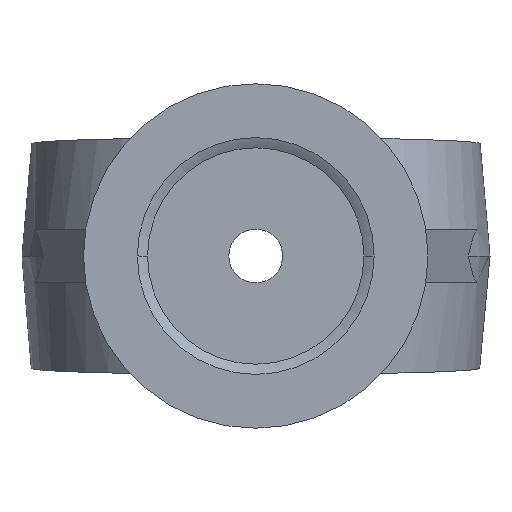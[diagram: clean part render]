
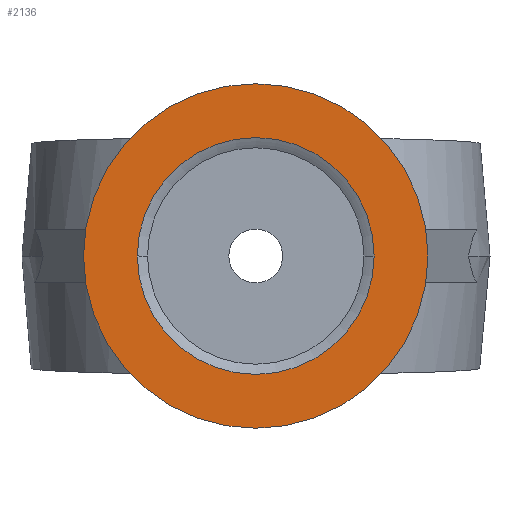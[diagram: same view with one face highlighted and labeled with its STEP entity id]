
A CAD part, front view. The second image highlights one B-rep face of the part: STEP entity #2136.
In plain terms, the highlighted planar face has unit normal (0, -1, 0).
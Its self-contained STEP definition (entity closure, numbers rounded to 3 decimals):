
#41 = EDGE_CURVE ( 'NONE', #2461, #353, #285, .T. ) ;
#285 = CIRCLE ( 'NONE', #2319, 16. ) ;
#345 = EDGE_CURVE ( 'NONE', #485, #1749, #3054, .T. ) ;
#353 = VERTEX_POINT ( 'NONE', #2606 ) ;
#463 = ORIENTED_EDGE ( 'NONE', *, *, #1011, .F. ) ;
#485 = VERTEX_POINT ( 'NONE', #1669 ) ;
#534 = CARTESIAN_POINT ( 'NONE',  ( 0., 0., -16. ) ) ;
#603 = DIRECTION ( 'NONE',  ( 1., 0., 0. ) ) ;
#736 = FACE_OUTER_BOUND ( 'NONE', #1389, .T. ) ;
#740 = AXIS2_PLACEMENT_3D ( 'NONE', #2177, #1695, #1439 ) ;
#847 = ORIENTED_EDGE ( 'NONE', *, *, #41, .T. ) ;
#907 = DIRECTION ( 'NONE',  ( 0., 0., -1. ) ) ;
#917 = DIRECTION ( 'NONE',  ( 0., 0., -1. ) ) ;
#997 = DIRECTION ( 'NONE',  ( 0., -1., 0. ) ) ;
#1011 = EDGE_CURVE ( 'NONE', #1749, #485, #2380, .T. ) ;
#1228 = ORIENTED_EDGE ( 'NONE', *, *, #1316, .T. ) ;
#1304 = FACE_BOUND ( 'NONE', #1843, .T. ) ;
#1316 = EDGE_CURVE ( 'NONE', #353, #2461, #1429, .T. ) ;
#1389 = EDGE_LOOP ( 'NONE', ( #847, #1228 ) ) ;
#1429 = CIRCLE ( 'NONE', #3004, 16. ) ;
#1439 = DIRECTION ( 'NONE',  ( 1., 0., 0. ) ) ;
#1597 = DIRECTION ( 'NONE',  ( 0., -1., 0. ) ) ;
#1669 = CARTESIAN_POINT ( 'NONE',  ( 11., 0., 0. ) ) ;
#1695 = DIRECTION ( 'NONE',  ( 0., -1., 0. ) ) ;
#1749 = VERTEX_POINT ( 'NONE', #2960 ) ;
#1843 = EDGE_LOOP ( 'NONE', ( #2728, #463 ) ) ;
#1858 = CARTESIAN_POINT ( 'NONE',  ( 0., 0., 0. ) ) ;
#1905 = DIRECTION ( 'NONE',  ( 0., 0., -1. ) ) ;
#2132 = CARTESIAN_POINT ( 'NONE',  ( 0., 0., 0. ) ) ;
#2136 = ADVANCED_FACE ( 'NONE', ( #1304, #736 ), #2843, .T. ) ;
#2177 = CARTESIAN_POINT ( 'NONE',  ( 0., 0., 0. ) ) ;
#2247 = AXIS2_PLACEMENT_3D ( 'NONE', #1858, #997, #603 ) ;
#2319 = AXIS2_PLACEMENT_3D ( 'NONE', #2132, #1597, #1905 ) ;
#2338 = DIRECTION ( 'NONE',  ( 0., -1., 0. ) ) ;
#2372 = DIRECTION ( 'NONE',  ( 0., -1., 0. ) ) ;
#2380 = CIRCLE ( 'NONE', #740, 11. ) ;
#2461 = VERTEX_POINT ( 'NONE', #534 ) ;
#2606 = CARTESIAN_POINT ( 'NONE',  ( 0., 0., 16. ) ) ;
#2728 = ORIENTED_EDGE ( 'NONE', *, *, #345, .F. ) ;
#2839 = CARTESIAN_POINT ( 'NONE',  ( 0., 0., 0. ) ) ;
#2843 = PLANE ( 'NONE',  #3097 ) ;
#2960 = CARTESIAN_POINT ( 'NONE',  ( -11., 0., 0. ) ) ;
#3004 = AXIS2_PLACEMENT_3D ( 'NONE', #2839, #2338, #907 ) ;
#3054 = CIRCLE ( 'NONE', #2247, 11. ) ;
#3071 = CARTESIAN_POINT ( 'NONE',  ( 0., 0., 0. ) ) ;
#3097 = AXIS2_PLACEMENT_3D ( 'NONE', #3071, #2372, #917 ) ;
